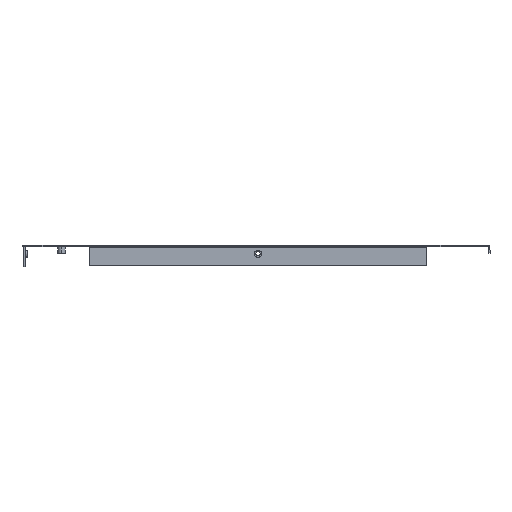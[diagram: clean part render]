
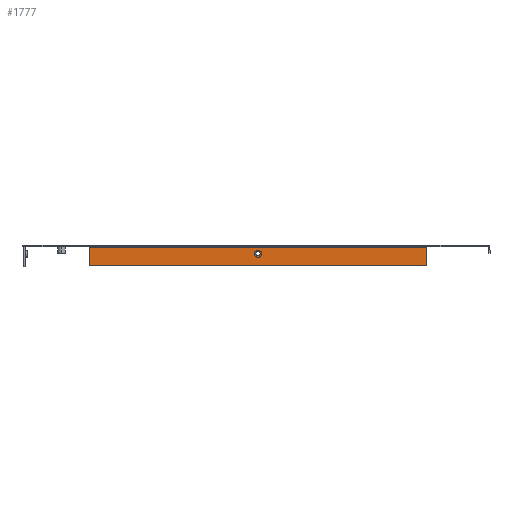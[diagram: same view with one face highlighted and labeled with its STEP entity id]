
A CAD part, left-side view. The second image highlights one B-rep face of the part: STEP entity #1777.
In plain terms, the highlighted planar face has unit normal (-1, 0, 0).
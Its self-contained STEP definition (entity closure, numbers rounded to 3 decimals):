
#8 = VERTEX_POINT ( 'NONE', #1615 ) ;
#69 = CARTESIAN_POINT ( 'NONE',  ( -247.5, 120.65, 712. ) ) ;
#297 = EDGE_CURVE ( 'NONE', #8, #3408, #3061, .T. ) ;
#319 = LINE ( 'NONE', #2636, #2844 ) ;
#346 = DIRECTION ( 'NONE',  ( 0., 0., -1. ) ) ;
#350 = EDGE_CURVE ( 'NONE', #3448, #1116, #2373, .T. ) ;
#419 = EDGE_CURVE ( 'NONE', #1638, #1518, #3359, .T. ) ;
#444 = FACE_OUTER_BOUND ( 'NONE', #1940, .T. ) ;
#481 = CARTESIAN_POINT ( 'NONE',  ( -247.5, 0., 0. ) ) ;
#561 = DIRECTION ( 'NONE',  ( -1., 0., 0. ) ) ;
#696 = EDGE_CURVE ( 'NONE', #1116, #3448, #1506, .T. ) ;
#1116 = VERTEX_POINT ( 'NONE', #1474 ) ;
#1167 = CARTESIAN_POINT ( 'NONE',  ( -247.5, 119.65, 713. ) ) ;
#1245 = CARTESIAN_POINT ( 'NONE',  ( -247.5, -7.6, 720.7 ) ) ;
#1416 = DIRECTION ( 'NONE',  ( 0., 0., -1. ) ) ;
#1422 = DIRECTION ( 'NONE',  ( 0., 0., -1. ) ) ;
#1474 = CARTESIAN_POINT ( 'NONE',  ( -247.5, -7.6, 722.35 ) ) ;
#1494 = EDGE_CURVE ( 'NONE', #2511, #1887, #3576, .T. ) ;
#1495 = LINE ( 'NONE', #69, #2577 ) ;
#1499 = ORIENTED_EDGE ( 'NONE', *, *, #297, .T. ) ;
#1506 = CIRCLE ( 'NONE', #3172, 1.65 ) ;
#1518 = VERTEX_POINT ( 'NONE', #2070 ) ;
#1537 = ORIENTED_EDGE ( 'NONE', *, *, #1924, .F. ) ;
#1581 = ORIENTED_EDGE ( 'NONE', *, *, #3845, .F. ) ;
#1615 = CARTESIAN_POINT ( 'NONE',  ( -247.5, 120.65, 713. ) ) ;
#1638 = VERTEX_POINT ( 'NONE', #3561 ) ;
#1721 = VECTOR ( 'NONE', #3040, 1000. ) ;
#1747 = AXIS2_PLACEMENT_3D ( 'NONE', #1245, #1857, #346 ) ;
#1777 = ADVANCED_FACE ( 'NONE', ( #3765, #444 ), #2010, .F. ) ;
#1857 = DIRECTION ( 'NONE',  ( 1., 0., 0. ) ) ;
#1887 = VERTEX_POINT ( 'NONE', #3055 ) ;
#1889 = DIRECTION ( 'NONE',  ( 1., 0., 0. ) ) ;
#1924 = EDGE_CURVE ( 'NONE', #2511, #3408, #3427, .T. ) ;
#1940 = EDGE_LOOP ( 'NONE', ( #1537, #3645, #3489, #3764, #1581, #1499 ) ) ;
#1991 = ORIENTED_EDGE ( 'NONE', *, *, #350, .T. ) ;
#2010 = PLANE ( 'NONE',  #3753 ) ;
#2070 = CARTESIAN_POINT ( 'NONE',  ( -247.5, -135.85, 725.8 ) ) ;
#2236 = VECTOR ( 'NONE', #3825, 1000. ) ;
#2373 = CIRCLE ( 'NONE', #1747, 1.65 ) ;
#2411 = EDGE_LOOP ( 'NONE', ( #1991, #3133 ) ) ;
#2511 = VERTEX_POINT ( 'NONE', #3857 ) ;
#2537 = CARTESIAN_POINT ( 'NONE',  ( -247.5, -135.85, 725.8 ) ) ;
#2577 = VECTOR ( 'NONE', #2828, 1000. ) ;
#2606 = DIRECTION ( 'NONE',  ( 1., 0., 0. ) ) ;
#2636 = CARTESIAN_POINT ( 'NONE',  ( -247.5, -135.85, 726. ) ) ;
#2685 = DIRECTION ( 'NONE',  ( 0., 0., -1. ) ) ;
#2687 = DIRECTION ( 'NONE',  ( 0., 0., -1. ) ) ;
#2716 = CARTESIAN_POINT ( 'NONE',  ( -247.5, -134.85, 713. ) ) ;
#2816 = CARTESIAN_POINT ( 'NONE',  ( -247.5, 119.65, 712. ) ) ;
#2828 = DIRECTION ( 'NONE',  ( 0., 0., 1. ) ) ;
#2844 = VECTOR ( 'NONE', #1416, 1000. ) ;
#2994 = DIRECTION ( 'NONE',  ( -1., 0., 0. ) ) ;
#3040 = DIRECTION ( 'NONE',  ( 0., 1., 0. ) ) ;
#3055 = CARTESIAN_POINT ( 'NONE',  ( -247.5, -135.85, 713. ) ) ;
#3061 = CIRCLE ( 'NONE', #3751, 1. ) ;
#3133 = ORIENTED_EDGE ( 'NONE', *, *, #696, .T. ) ;
#3172 = AXIS2_PLACEMENT_3D ( 'NONE', #3461, #1889, #3741 ) ;
#3359 = LINE ( 'NONE', #2537, #2236 ) ;
#3408 = VERTEX_POINT ( 'NONE', #2816 ) ;
#3427 = LINE ( 'NONE', #4005, #1721 ) ;
#3448 = VERTEX_POINT ( 'NONE', #3533 ) ;
#3461 = CARTESIAN_POINT ( 'NONE',  ( -247.5, -7.6, 720.7 ) ) ;
#3489 = ORIENTED_EDGE ( 'NONE', *, *, #3537, .F. ) ;
#3533 = CARTESIAN_POINT ( 'NONE',  ( -247.5, -7.6, 719.05 ) ) ;
#3537 = EDGE_CURVE ( 'NONE', #1518, #1887, #319, .T. ) ;
#3561 = CARTESIAN_POINT ( 'NONE',  ( -247.5, 120.65, 725.8 ) ) ;
#3576 = CIRCLE ( 'NONE', #3999, 1. ) ;
#3645 = ORIENTED_EDGE ( 'NONE', *, *, #1494, .T. ) ;
#3741 = DIRECTION ( 'NONE',  ( 0., 0., -1. ) ) ;
#3751 = AXIS2_PLACEMENT_3D ( 'NONE', #1167, #2994, #2685 ) ;
#3753 = AXIS2_PLACEMENT_3D ( 'NONE', #481, #2606, #1422 ) ;
#3764 = ORIENTED_EDGE ( 'NONE', *, *, #419, .F. ) ;
#3765 = FACE_BOUND ( 'NONE', #2411, .T. ) ;
#3825 = DIRECTION ( 'NONE',  ( 0., -1., 0. ) ) ;
#3845 = EDGE_CURVE ( 'NONE', #8, #1638, #1495, .T. ) ;
#3857 = CARTESIAN_POINT ( 'NONE',  ( -247.5, -134.85, 712. ) ) ;
#3999 = AXIS2_PLACEMENT_3D ( 'NONE', #2716, #561, #2687 ) ;
#4005 = CARTESIAN_POINT ( 'NONE',  ( -247.5, -135.85, 712. ) ) ;
